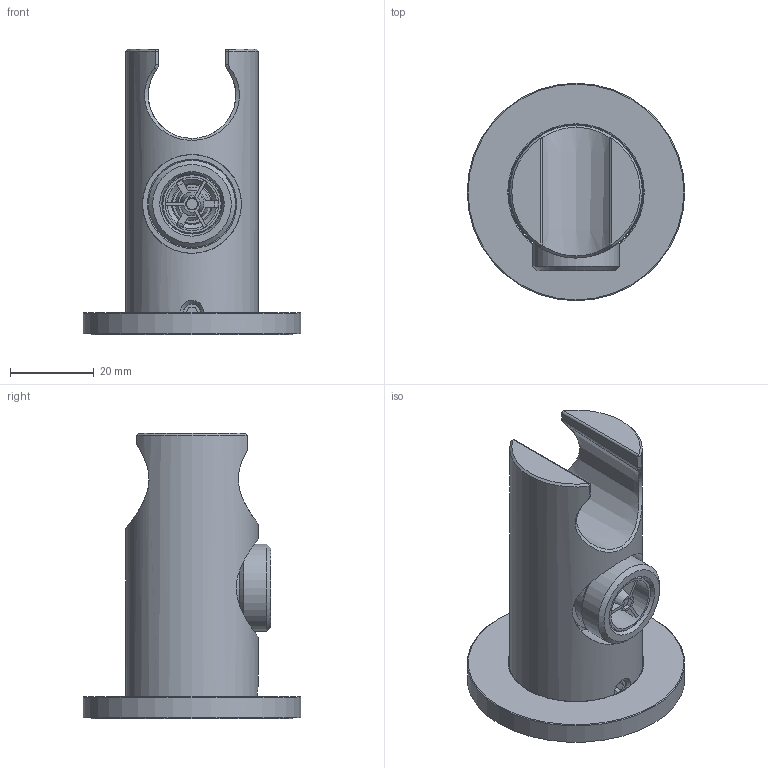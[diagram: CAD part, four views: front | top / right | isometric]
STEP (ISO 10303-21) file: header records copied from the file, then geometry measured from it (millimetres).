
FILE_DESCRIPTION(/* description */ ('Unknown'),/* implementation_level */ '2;1');
FILE_NAME(/* name */ 'AR515',/* time_stamp */ '2022-12-14T10:23:26+01:00',/* author */ ('Unknown'),/* organization */ ('Unknown'),/* preprocessor_version */ 'ST-DEVELOPER v16.7',/* originating_system */ 'DEX',/* authorisation */ $);
FILE_SCHEMA (('AUTOMOTIVE_DESIGN {1 0 10303 214 3 1 1}'));
Length unit declared in the file: millimetre
Products named in the file (12): AR515-00; AR517-05; AR517-08; AR517-06; AR517-07; AR517-001; ZNVA005_SOLID_2_2; ZNVA005_SOLID_1_2; AR517-04; B077-02; AR515-01; AR517-02
Assembly tree (11 placements, depth 3):
  AR515-00
    AR517-05
    AR517-08
    AR517-06
    AR517-07
    AR517-001
      ZNVA005_SOLID_2_2
      ZNVA005_SOLID_1_2
    AR517-04
    B077-02
    AR515-01
    AR517-02
Bounding box: 52 x 52 x 68.3 mm (x, y, z)
Volume: 38970.6 mm3; surface area: 24018.7 mm2
Topology: 10 solids, 11 shells, 212 faces, 499 edges, 310 vertices
Faces by surface type: plane 95, cylinder 48, cone 31, bspline 20, torus 18
Full cylindrical faces by diameter (mm): 2.365 x1, 2.649 x1, 4.134 x1, 4.541 x1, 5 x1, 5.676 x1, 7 x1, 8.703 x2, 9.27 x1, 10 x1, 11.351 x1, 12.77 x1, 13.905 x1, 14 x2, 14.4 x1, 17.4 x1, 18.5 x1, 18.917 x1, 19 x2, 20 x1, 20.3 x1, 20.8 x3, 23.6 x1, 31.7 x1, 32.2 x2, 35.2 x1, 39 x1, 40 x1, 48 x2, 52 x1
Entity records: 9625 total; most frequent: CARTESIAN_POINT 3794, DIRECTION 856, ORIENTED_EDGE 760, EDGE_CURVE 380, AXIS2_PLACEMENT_3D 357, FACE_BOUND 325, EDGE_LOOP 320, VERTEX_POINT 279
